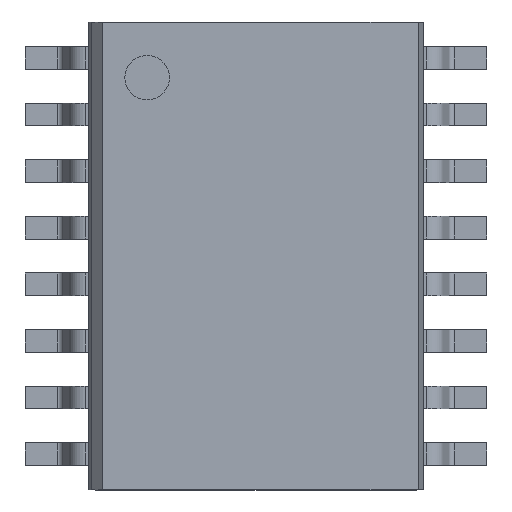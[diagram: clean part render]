
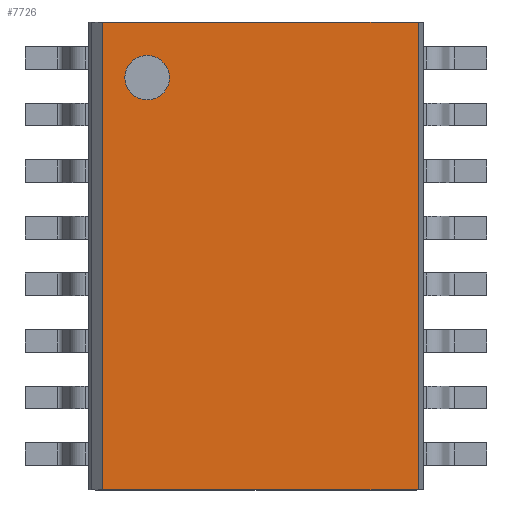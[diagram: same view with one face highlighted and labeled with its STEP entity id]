
A CAD part, top view. The second image highlights one B-rep face of the part: STEP entity #7726.
In plain terms, the highlighted planar face has unit normal (0, 0, 1).
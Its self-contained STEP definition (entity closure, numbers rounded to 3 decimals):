
#7521=CARTESIAN_POINT('',(-1.943,4.,1.68));
#7522=VERTEX_POINT('',#7521);
#7538=CARTESIAN_POINT('',(-2.943,4.,1.68));
#7539=VERTEX_POINT('',#7538);
#7546=CARTESIAN_POINT('',(-2.443,4.,1.68));
#7547=DIRECTION('',(0.0,0.0,-1.0));
#7548=DIRECTION('',(1.0,0.0,0.0));
#7549=AXIS2_PLACEMENT_3D('',#7546,#7547,#7548);
#7550=CIRCLE('',#7549,0.5);
#7551=EDGE_CURVE('',#7522,#7539,#7550,.T.);
#7562=CARTESIAN_POINT('',(-2.443,4.,1.68));
#7563=DIRECTION('',(0.0,0.0,-1.0));
#7564=DIRECTION('',(1.0,0.0,0.0));
#7565=AXIS2_PLACEMENT_3D('',#7562,#7563,#7564);
#7566=CIRCLE('',#7565,0.5);
#7567=EDGE_CURVE('',#7539,#7522,#7566,.T.);
#7666=CARTESIAN_POINT('',(-3.443,-5.25,1.68));
#7667=VERTEX_POINT('',#7666);
#7674=CARTESIAN_POINT('',(-3.443,5.25,1.68));
#7675=VERTEX_POINT('',#7674);
#7676=CARTESIAN_POINT('',(-3.443,5.25,1.68));
#7677=DIRECTION('',(0.0,-1.0,0.0));
#7678=VECTOR('',#7677,10.5);
#7679=LINE('',#7676,#7678);
#7680=EDGE_CURVE('',#7675,#7667,#7679,.T.);
#7692=CARTESIAN_POINT('',(-3.443,7.8,1.68));
#7693=DIRECTION('',(0.0,0.0,1.0));
#7694=DIRECTION('',(1.0,0.0,0.0));
#7695=AXIS2_PLACEMENT_3D('',#7692,#7693,#7694);
#7696=PLANE('',#7695);
#7697=CARTESIAN_POINT('',(3.637,-5.25,1.68));
#7698=VERTEX_POINT('',#7697);
#7699=CARTESIAN_POINT('',(-3.443,-5.25,1.68));
#7700=DIRECTION('',(1.0,0.0,0.0));
#7701=VECTOR('',#7700,7.08);
#7702=LINE('',#7699,#7701);
#7703=EDGE_CURVE('',#7667,#7698,#7702,.T.);
#7704=ORIENTED_EDGE('',*,*,#7703,.T.);
#7705=CARTESIAN_POINT('',(3.637,5.25,1.68));
#7706=VERTEX_POINT('',#7705);
#7707=CARTESIAN_POINT('',(3.637,5.25,1.68));
#7708=DIRECTION('',(0.0,-1.0,0.0));
#7709=VECTOR('',#7708,10.5);
#7710=LINE('',#7707,#7709);
#7711=EDGE_CURVE('',#7706,#7698,#7710,.T.);
#7712=ORIENTED_EDGE('',*,*,#7711,.F.);
#7713=CARTESIAN_POINT('',(-3.443,5.25,1.68));
#7714=DIRECTION('',(1.0,0.0,0.0));
#7715=VECTOR('',#7714,7.08);
#7716=LINE('',#7713,#7715);
#7717=EDGE_CURVE('',#7675,#7706,#7716,.T.);
#7718=ORIENTED_EDGE('',*,*,#7717,.F.);
#7719=ORIENTED_EDGE('',*,*,#7680,.T.);
#7720=EDGE_LOOP('',(#7704,#7712,#7718,#7719));
#7721=FACE_OUTER_BOUND('',#7720,.T.);
#7722=ORIENTED_EDGE('',*,*,#7551,.T.);
#7723=ORIENTED_EDGE('',*,*,#7567,.T.);
#7724=EDGE_LOOP('',(#7722,#7723));
#7725=FACE_BOUND('',#7724,.T.);
#7726=ADVANCED_FACE('',(#7721,#7725),#7696,.T.);
